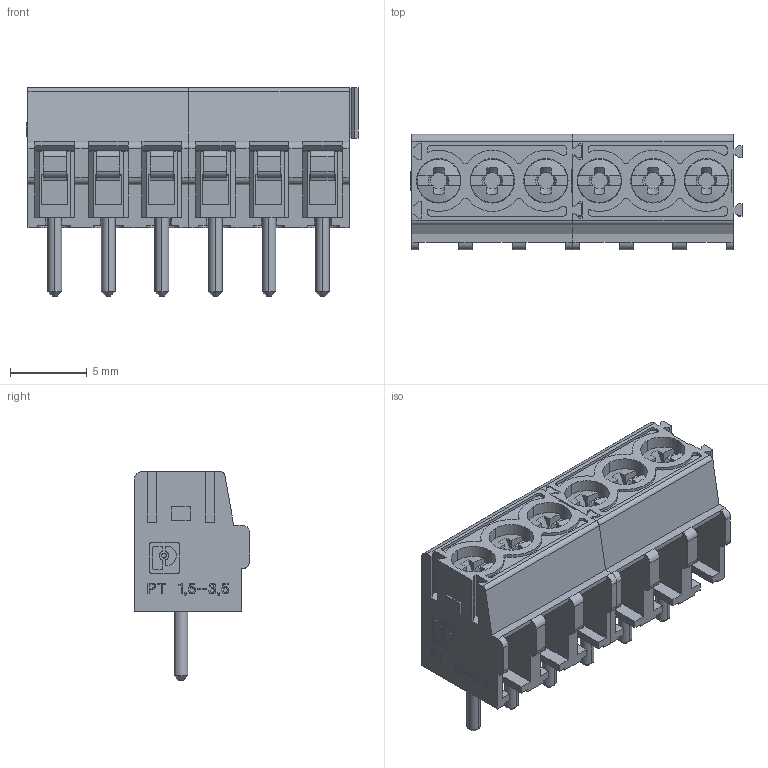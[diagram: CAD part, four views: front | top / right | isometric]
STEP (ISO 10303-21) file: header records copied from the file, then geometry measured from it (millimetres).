
FILE_DESCRIPTION(('Creo Elements/Direct Modeling STEP Export'),'2;1');
FILE_NAME('model.stp','2019-05-27T 9:41:27',(''),(''),'Creo Elements/Direct Modeling STEP processor for AP214 (Solid Model)','Creo Elements/Direct Modeling 20.1A 29-Sep-2018 (C) Parametric Technology GmbH','');
FILE_SCHEMA(('AUTOMOTIVE_DESIGN { 1 0 10303 214 1 1 1 1 }'));
Length unit declared in the file: millimetre
Products named in the file (5): LP_PT_1_5_klh_3_5_horizontal.1; AC_PT_1_5_PVH_H0_Schraube; AT_PT_1_5_3_50_H; PT_1_5-3-3_50_H.1; PT_1_5-6-3_50_H
Assembly tree (9 placements, depth 3):
  PT_1_5-6-3_50_H
    PT_1_5-3-3_50_H.1  x2
      LP_PT_1_5_klh_3_5_horizontal.1
      AC_PT_1_5_PVH_H0_Schraube
      AT_PT_1_5_3_50_H
Bounding box: 21.7 x 7.55 x 13.65 mm (x, y, z)
Volume: 974.5 mm3; surface area: 2754.3 mm2
Topology: 14 solids, 14 shells, 1376 faces, 3936 edges, 2622 vertices
Faces by surface type: plane 1094, cylinder 224, cone 36, sphere 12, extrusion 10
Entity records: 23026 total; most frequent: CARTESIAN_POINT 3652, ORIENTED_EDGE 3220, DIRECTION 2832, EDGE_CURVE 1610, VECTOR 1380, LINE 1375, VERTEX_POINT 1073, AXIS2_PLACEMENT_3D 726
